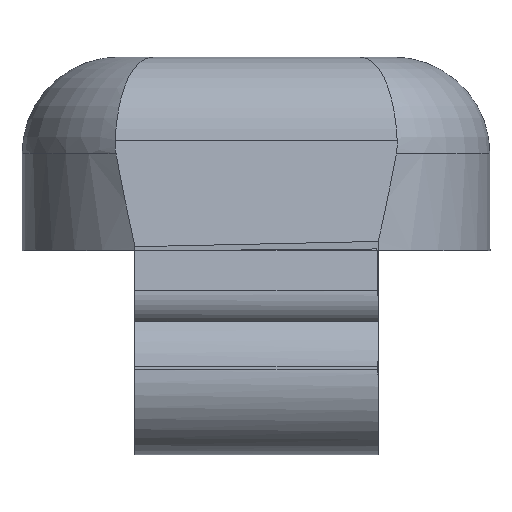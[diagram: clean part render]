
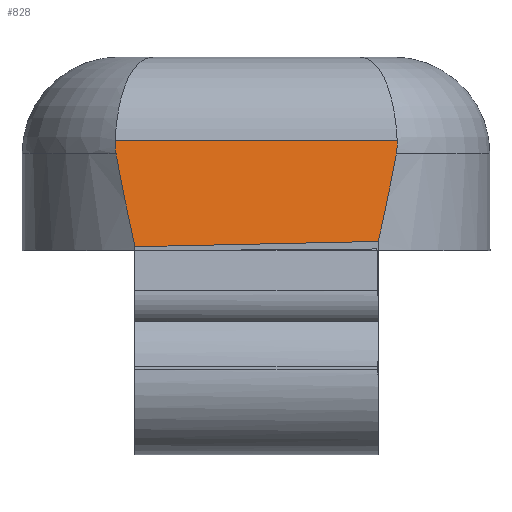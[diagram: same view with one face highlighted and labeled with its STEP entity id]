
A CAD part, left-side view. The second image highlights one B-rep face of the part: STEP entity #828.
In plain terms, the highlighted planar face has unit normal (-0.99, 0, 0.143).
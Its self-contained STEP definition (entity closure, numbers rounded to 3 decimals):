
#16=B_SPLINE_CURVE_WITH_KNOTS('',3,(#1403,#1404,#1405,#1406),
 .UNSPECIFIED.,.F.,.F.,(4,4),(-1.166,-1.084),
 .UNSPECIFIED.);
#17=B_SPLINE_CURVE_WITH_KNOTS('',3,(#1409,#1410,#1411,#1412),
 .UNSPECIFIED.,.F.,.F.,(4,4),(-3.449,-3.367),
 .UNSPECIFIED.);
#25=ELLIPSE('',#895,104.478,14.984);
#28=ELLIPSE('',#908,106.396,15.259);
#67=PLANE('',#924);
#101=FACE_OUTER_BOUND('',#153,.T.);
#153=EDGE_LOOP('',(#678,#679,#680,#681,#682,#683));
#213=LINE('',#1343,#279);
#227=LINE('',#1408,#293);
#279=VECTOR('',#1091,1000.);
#293=VECTOR('',#1131,1000.);
#378=VERTEX_POINT('',#1302);
#379=VERTEX_POINT('',#1304);
#390=VERTEX_POINT('',#1336);
#391=VERTEX_POINT('',#1337);
#407=VERTEX_POINT('',#1402);
#408=VERTEX_POINT('',#1407);
#465=EDGE_CURVE('',#379,#378,#25,.T.);
#481=EDGE_CURVE('',#390,#391,#28,.T.);
#485=EDGE_CURVE('',#391,#379,#213,.T.);
#508=EDGE_CURVE('',#378,#407,#16,.T.);
#509=EDGE_CURVE('',#407,#408,#227,.T.);
#510=EDGE_CURVE('',#408,#390,#17,.T.);
#678=ORIENTED_EDGE('',*,*,#465,.T.);
#679=ORIENTED_EDGE('',*,*,#508,.T.);
#680=ORIENTED_EDGE('',*,*,#509,.T.);
#681=ORIENTED_EDGE('',*,*,#510,.T.);
#682=ORIENTED_EDGE('',*,*,#481,.T.);
#683=ORIENTED_EDGE('',*,*,#485,.T.);
#828=ADVANCED_FACE('',(#101),#67,.F.);
#895=AXIS2_PLACEMENT_3D('',#1305,#1048,#1049);
#908=AXIS2_PLACEMENT_3D('',#1338,#1082,#1083);
#924=AXIS2_PLACEMENT_3D('',#1401,#1129,#1130);
#1048=DIRECTION('center_axis',(-0.99,0.,
0.143));
#1049=DIRECTION('ref_axis',(0.143,0.,0.99));
#1082=DIRECTION('center_axis',(-0.99,0.,
0.143));
#1083=DIRECTION('ref_axis',(0.143,0.,0.99));
#1091=DIRECTION('',(0.003,-1.,0.022));
#1129=DIRECTION('center_axis',(0.99,0.,-0.143));
#1130=DIRECTION('ref_axis',(-0.143,0.,-0.99));
#1131=DIRECTION('',(0.,1.,0.));
#1302=CARTESIAN_POINT('',(-16.154,17.142,46.79));
#1304=CARTESIAN_POINT('',(-16.94,18.258,41.372));
#1305=CARTESIAN_POINT('Origin',(-4.307,26.315,128.545));
#1336=CARTESIAN_POINT('',(-16.154,34.502,46.79));
#1337=CARTESIAN_POINT('',(-16.987,33.333,41.044));
#1338=CARTESIAN_POINT('Origin',(-4.157,25.074,129.584));
#1343=CARTESIAN_POINT('',(-16.986,33.077,41.049));
#1401=CARTESIAN_POINT('Origin',(-17.024,11.332,40.79));
#1402=CARTESIAN_POINT('',(-16.03,17.083,47.65));
#1403=CARTESIAN_POINT('Ctrl Pts',(-16.154,17.142,46.79));
#1404=CARTESIAN_POINT('Ctrl Pts',(-16.113,17.088,47.078));
#1405=CARTESIAN_POINT('Ctrl Pts',(-16.069,17.07,47.381));
#1406=CARTESIAN_POINT('Ctrl Pts',(-16.03,17.083,47.65));
#1407=CARTESIAN_POINT('',(-16.03,34.559,47.65));
#1408=CARTESIAN_POINT('',(-16.03,11.332,47.65));
#1409=CARTESIAN_POINT('Ctrl Pts',(-16.03,34.559,47.65));
#1410=CARTESIAN_POINT('Ctrl Pts',(-16.069,34.573,47.38));
#1411=CARTESIAN_POINT('Ctrl Pts',(-16.113,34.555,47.079));
#1412=CARTESIAN_POINT('Ctrl Pts',(-16.154,34.502,46.79));
